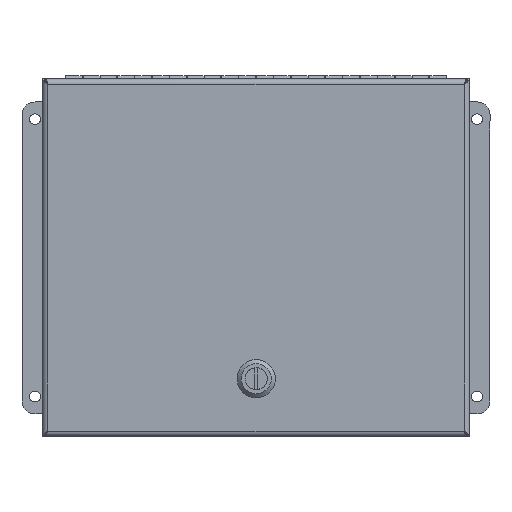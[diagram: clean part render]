
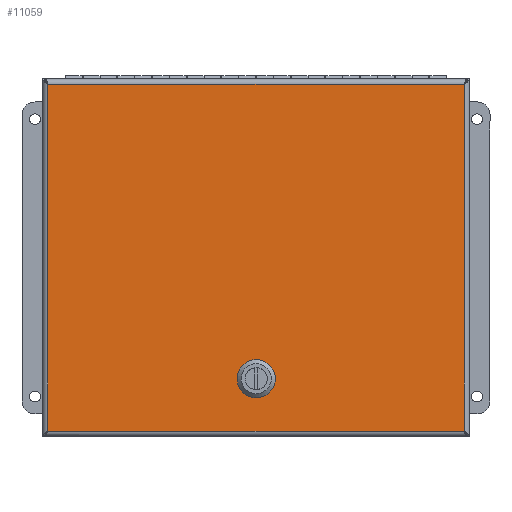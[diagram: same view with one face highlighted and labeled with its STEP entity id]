
A CAD part, top view. The second image highlights one B-rep face of the part: STEP entity #11059.
In plain terms, the highlighted face is planar.
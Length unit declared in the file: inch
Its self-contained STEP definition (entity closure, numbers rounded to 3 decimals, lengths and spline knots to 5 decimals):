
#237=FACE_BOUND('',#1783,.T.);
#316=CIRCLE('',#12019,0.45);
#318=CIRCLE('',#12023,0.45);
#320=CIRCLE('',#12027,0.45);
#322=CIRCLE('',#12031,0.45);
#1138=FACE_OUTER_BOUND('',#1782,.T.);
#1782=EDGE_LOOP('',(#7318,#7319,#7320,#7321));
#1783=EDGE_LOOP('',(#7322,#7323,#7324,#7325,#7326,#7327,#7328,#7329));
#2512=LINE('',#16565,#3547);
#2521=LINE('',#16762,#3556);
#2524=LINE('',#16774,#3559);
#2528=LINE('',#16786,#3563);
#2532=LINE('',#16798,#3567);
#2536=LINE('',#16809,#3571);
#2538=LINE('',#16813,#3573);
#2540=LINE('',#16816,#3575);
#3547=VECTOR('',#13162,0.3937);
#3556=VECTOR('',#13183,0.3937);
#3559=VECTOR('',#13194,0.3937);
#3563=VECTOR('',#13206,0.3937);
#3567=VECTOR('',#13218,0.3937);
#3571=VECTOR('',#13230,0.3937);
#3573=VECTOR('',#13236,0.3937);
#3575=VECTOR('',#13240,0.3937);
#4549=VERTEX_POINT('',#16361);
#4565=VERTEX_POINT('',#16479);
#4571=VERTEX_POINT('',#16564);
#4574=VERTEX_POINT('',#16698);
#4575=VERTEX_POINT('',#16764);
#4576=VERTEX_POINT('',#16765);
#4579=VERTEX_POINT('',#16773);
#4581=VERTEX_POINT('',#16779);
#4583=VERTEX_POINT('',#16785);
#4585=VERTEX_POINT('',#16791);
#4587=VERTEX_POINT('',#16797);
#4589=VERTEX_POINT('',#16803);
#5588=EDGE_CURVE('',#4571,#4565,#2512,.T.);
#5606=EDGE_CURVE('',#4549,#4574,#2521,.T.);
#5607=EDGE_CURVE('',#4575,#4576,#316,.T.);
#5611=EDGE_CURVE('',#4579,#4575,#2524,.T.);
#5614=EDGE_CURVE('',#4581,#4579,#318,.T.);
#5617=EDGE_CURVE('',#4583,#4581,#2528,.T.);
#5620=EDGE_CURVE('',#4585,#4583,#320,.T.);
#5623=EDGE_CURVE('',#4587,#4585,#2532,.T.);
#5626=EDGE_CURVE('',#4589,#4587,#322,.T.);
#5629=EDGE_CURVE('',#4576,#4589,#2536,.T.);
#5631=EDGE_CURVE('',#4574,#4571,#2538,.T.);
#5633=EDGE_CURVE('',#4565,#4549,#2540,.T.);
#7318=ORIENTED_EDGE('',*,*,#5606,.T.);
#7319=ORIENTED_EDGE('',*,*,#5631,.T.);
#7320=ORIENTED_EDGE('',*,*,#5588,.T.);
#7321=ORIENTED_EDGE('',*,*,#5633,.T.);
#7322=ORIENTED_EDGE('',*,*,#5607,.T.);
#7323=ORIENTED_EDGE('',*,*,#5629,.T.);
#7324=ORIENTED_EDGE('',*,*,#5626,.T.);
#7325=ORIENTED_EDGE('',*,*,#5623,.T.);
#7326=ORIENTED_EDGE('',*,*,#5620,.T.);
#7327=ORIENTED_EDGE('',*,*,#5617,.T.);
#7328=ORIENTED_EDGE('',*,*,#5614,.T.);
#7329=ORIENTED_EDGE('',*,*,#5611,.T.);
#10306=PLANE('',#12038);
#11059=ADVANCED_FACE('',(#1138,#237),#10306,.F.);
#12019=AXIS2_PLACEMENT_3D('',#16766,#13186,#13187);
#12023=AXIS2_PLACEMENT_3D('',#16780,#13199,#13200);
#12027=AXIS2_PLACEMENT_3D('',#16792,#13211,#13212);
#12031=AXIS2_PLACEMENT_3D('',#16804,#13223,#13224);
#12038=AXIS2_PLACEMENT_3D('',#16818,#13243,#13244);
#13162=DIRECTION('',(0.,1.,0.));
#13183=DIRECTION('',(0.,-1.,0.));
#13186=DIRECTION('center_axis',(0.,0.,1.));
#13187=DIRECTION('ref_axis',(-0.889,0.458,0.));
#13194=DIRECTION('',(-1.,0.,0.));
#13199=DIRECTION('center_axis',(0.,0.,1.));
#13200=DIRECTION('ref_axis',(0.458,0.889,0.));
#13206=DIRECTION('',(0.,1.,0.));
#13211=DIRECTION('center_axis',(0.,0.,1.));
#13212=DIRECTION('ref_axis',(0.889,-0.458,0.));
#13218=DIRECTION('',(1.,0.,0.));
#13223=DIRECTION('center_axis',(0.,0.,1.));
#13224=DIRECTION('ref_axis',(-0.458,-0.889,0.));
#13230=DIRECTION('',(0.,-1.,0.));
#13236=DIRECTION('',(-1.,0.,0.));
#13240=DIRECTION('',(1.,0.,0.));
#13243=DIRECTION('center_axis',(0.,0.,1.));
#13244=DIRECTION('ref_axis',(1.,0.,0.));
#16361=CARTESIAN_POINT('',(10.15975,12.15975,0.));
#16479=CARTESIAN_POINT('',(0.15275,12.15975,0.));
#16564=CARTESIAN_POINT('',(0.15275,0.15275,0.));
#16565=CARTESIAN_POINT('',(0.15275,3.1545,0.));
#16698=CARTESIAN_POINT('',(10.15975,0.15275,0.));
#16762=CARTESIAN_POINT('',(10.15975,9.158,0.));
#16764=CARTESIAN_POINT('',(8.44634,6.55625,0.));
#16765=CARTESIAN_POINT('',(8.2525,6.36241,0.));
#16766=CARTESIAN_POINT('Origin',(8.6525,6.15625,0.));
#16773=CARTESIAN_POINT('',(8.85866,6.55625,0.));
#16774=CARTESIAN_POINT('',(7.00745,6.55625,0.));
#16779=CARTESIAN_POINT('',(9.0525,6.36241,0.));
#16780=CARTESIAN_POINT('Origin',(8.6525,6.15625,0.));
#16785=CARTESIAN_POINT('',(9.0525,5.95009,0.));
#16786=CARTESIAN_POINT('',(9.0525,6.05317,0.));
#16791=CARTESIAN_POINT('',(8.85866,5.75625,0.));
#16792=CARTESIAN_POINT('Origin',(8.6525,6.15625,0.));
#16797=CARTESIAN_POINT('',(8.44634,5.75625,0.));
#16798=CARTESIAN_POINT('',(6.8013,5.75625,0.));
#16803=CARTESIAN_POINT('',(8.2525,5.95009,0.));
#16804=CARTESIAN_POINT('Origin',(8.6525,6.15625,0.));
#16809=CARTESIAN_POINT('',(8.2525,6.25933,0.));
#16813=CARTESIAN_POINT('',(7.658,0.15275,0.));
#16816=CARTESIAN_POINT('',(2.6545,12.15975,0.));
#16818=CARTESIAN_POINT('Origin',(5.15625,6.15625,0.));
